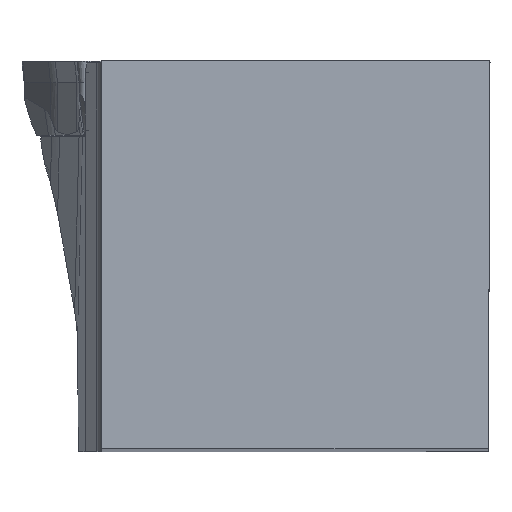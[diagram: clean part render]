
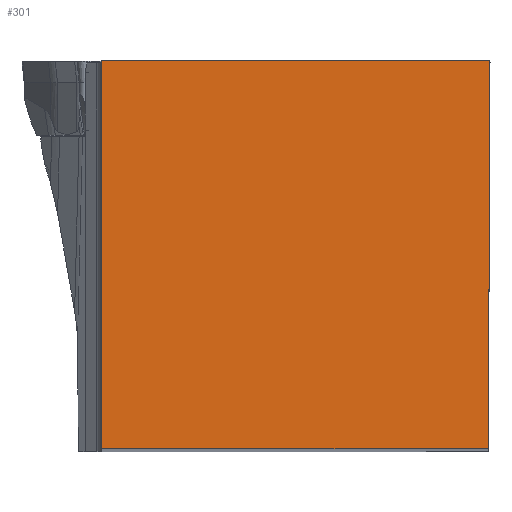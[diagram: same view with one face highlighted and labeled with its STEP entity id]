
A CAD part, top view. The second image highlights one B-rep face of the part: STEP entity #301.
In plain terms, the highlighted planar face has unit normal (0, 0, 1).
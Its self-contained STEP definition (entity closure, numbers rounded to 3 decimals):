
#301=ADVANCED_FACE('CU_BACK_SU1',(#436),#391,.F.);
#391=PLANE('',#1946);
#436=FACE_OUTER_BOUND('',#531,.T.);
#531=EDGE_LOOP('',(#961,#962,#963,#964));
#635=LINE('',#2517,#769);
#644=LINE('',#2540,#778);
#647=LINE('',#2545,#781);
#651=LINE('',#2554,#785);
#769=VECTOR('',#2111,1.);
#778=VECTOR('',#2126,1.);
#781=VECTOR('',#2131,1.);
#785=VECTOR('',#2141,1.);
#961=ORIENTED_EDGE('',*,*,#1620,.T.);
#962=ORIENTED_EDGE('',*,*,#1634,.T.);
#963=ORIENTED_EDGE('',*,*,#1631,.T.);
#964=ORIENTED_EDGE('',*,*,#1639,.F.);
#1436=VERTEX_POINT('',#2516);
#1437=VERTEX_POINT('',#2518);
#1447=VERTEX_POINT('',#2539);
#1448=VERTEX_POINT('',#2541);
#1620=EDGE_CURVE('',#1437,#1436,#635,.T.);
#1631=EDGE_CURVE('',#1448,#1447,#644,.T.);
#1634=EDGE_CURVE('',#1436,#1448,#647,.T.);
#1639=EDGE_CURVE('',#1437,#1447,#651,.T.);
#1946=AXIS2_PLACEMENT_3D('',#2555,#2142,#2143);
#2111=DIRECTION('',(1.,0.,0.));
#2126=DIRECTION('',(-1.,0.,0.));
#2131=DIRECTION('',(0.004,1.,0.));
#2141=DIRECTION('',(0.,1.,0.));
#2142=DIRECTION('',(0.,0.,-1.));
#2143=DIRECTION('',(0.,-1.,0.));
#2516=CARTESIAN_POINT('',(-0.138,0.,0.));
#2517=CARTESIAN_POINT('',(18.081,0.,0.));
#2518=CARTESIAN_POINT('',(-31.623,0.,0.));
#2539=CARTESIAN_POINT('',(-31.623,31.623,0.));
#2540=CARTESIAN_POINT('',(18.081,31.623,0.));
#2541=CARTESIAN_POINT('',(0.,31.623,0.));
#2545=CARTESIAN_POINT('',(0.066,46.702,0.));
#2554=CARTESIAN_POINT('',(-31.623,46.623,0.));
#2555=CARTESIAN_POINT('',(18.081,46.623,0.));
